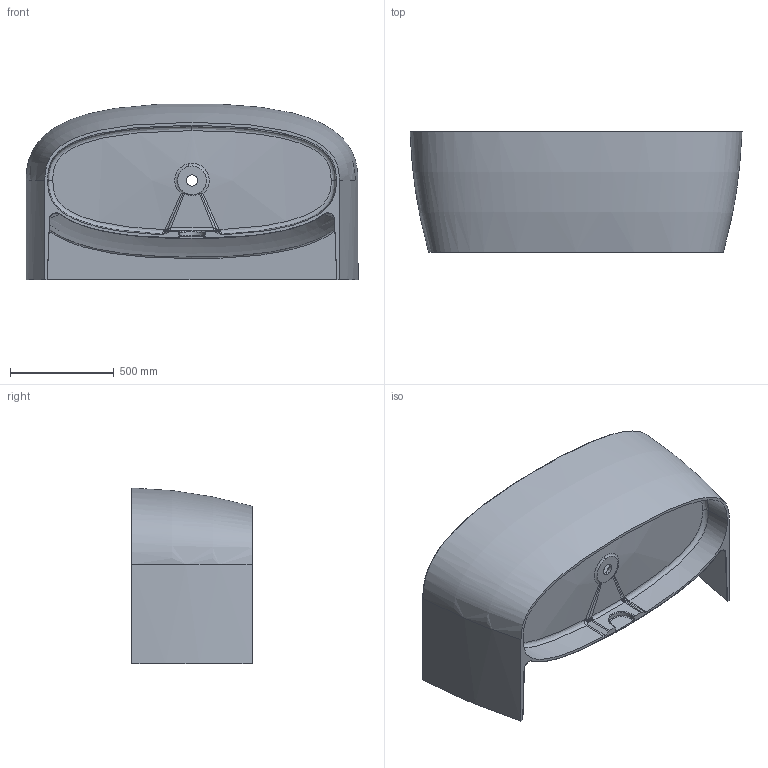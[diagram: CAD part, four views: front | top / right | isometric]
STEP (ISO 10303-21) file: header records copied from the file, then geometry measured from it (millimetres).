
FILE_DESCRIPTION (( 'STEP AP214' ), '1' );
FILE_NAME ('Anna.STEP', '2021-08-19T12:16:17', ( '' ), ( '' ), 'SwSTEP 2.0', 'SolidWorks 2020', '' );
FILE_SCHEMA (( 'AUTOMOTIVE_DESIGN' ));
Length unit declared in the file: millimetre
Products named in the file (1): Anna
Bounding box: 1600 x 580 x 848.03 mm (x, y, z)
Volume: 84317160.2 mm3; surface area: 6805498.8 mm2
Topology: 1 solids, 1 shells, 118 faces, 299 edges, 186 vertices
Faces by surface type: bspline 79, plane 17, cylinder 16, sphere 4, cone 2
Entity records: 17159 total; most frequent: CARTESIAN_POINT 14893, ORIENTED_EDGE 598, EDGE_CURVE 299, DIRECTION 276, VERTEX_POINT 186, B_SPLINE_CURVE_WITH_KNOTS 151, EDGE_LOOP 125, FACE_OUTER_BOUND 118
